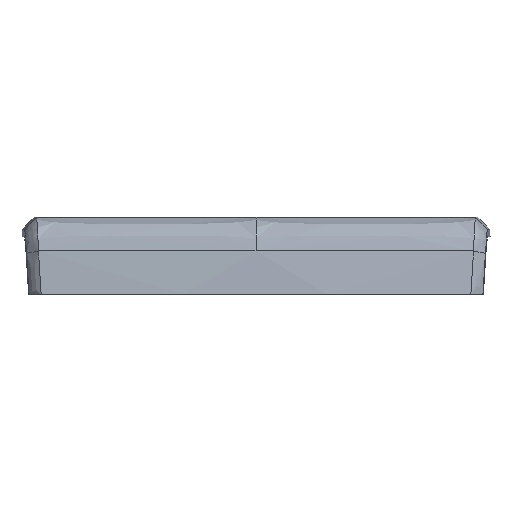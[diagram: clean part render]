
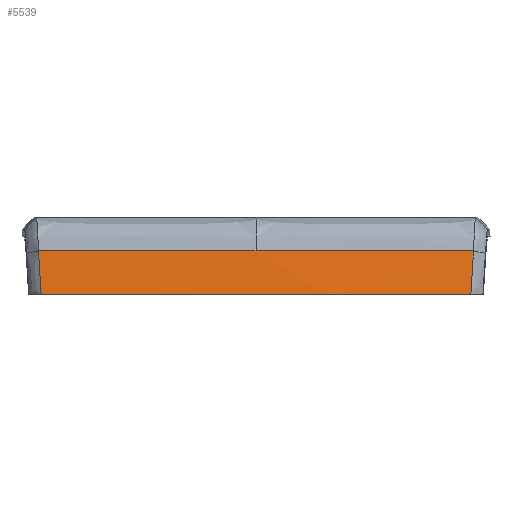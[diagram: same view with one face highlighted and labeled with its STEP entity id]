
A CAD part, front view. The second image highlights one B-rep face of the part: STEP entity #5539.
In plain terms, the highlighted free-form (B-spline) face has degree [1, 2] with [2, 9] control points.
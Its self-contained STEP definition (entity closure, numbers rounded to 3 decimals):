
#645=CARTESIAN_POINT('',(-33.092,-69.759,11.9));
#646=VERTEX_POINT('',#645);
#660=CARTESIAN_POINT('',(33.092,-69.759,11.9));
#661=VERTEX_POINT('',#660);
#662=CARTESIAN_POINT('',(0.,529.328,11.9));
#663=DIRECTION('',(0.0,0.0,-1.0));
#664=DIRECTION('',(-1.0,0.0,0.0));
#665=AXIS2_PLACEMENT_3D('',#662,#663,#664);
#666=CIRCLE('',#665,600.0);
#667=EDGE_CURVE('',#661,#646,#666,.T.);
#3844=CARTESIAN_POINT('',(-33.505,-68.79,5.166));
#3845=VERTEX_POINT('',#3844);
#4048=CARTESIAN_POINT('',(33.505,-68.79,5.166));
#4049=VERTEX_POINT('',#4048);
#4829=CARTESIAN_POINT('',(0.,-69.726,5.165));
#4830=VERTEX_POINT('',#4829);
#4831=CARTESIAN_POINT('',(0.,-69.726,5.165));
#4832=CARTESIAN_POINT('',(11.174,-69.726,5.165));
#4833=CARTESIAN_POINT('',(22.349,-69.414,5.165));
#4834=CARTESIAN_POINT('',(33.505,-68.79,5.166));
#4835=B_SPLINE_CURVE_WITH_KNOTS('',3,(#4831,#4832,#4833,#4834),.UNSPECIFIED.,.F.,.U.,(4,4),(-4.354,-1.035),.UNSPECIFIED.);
#4836=EDGE_CURVE('',#4830,#4049,#4835,.T.);
#4877=CARTESIAN_POINT('',(0.,-69.726,5.165));
#4878=CARTESIAN_POINT('',(-11.174,-69.726,5.165));
#4879=CARTESIAN_POINT('',(-22.349,-69.414,5.165));
#4880=CARTESIAN_POINT('',(-33.505,-68.79,5.166));
#4881=B_SPLINE_CURVE_WITH_KNOTS('',3,(#4877,#4878,#4879,#4880),.UNSPECIFIED.,.F.,.U.,(4,4),(-4.354,-1.035),.UNSPECIFIED.);
#4882=EDGE_CURVE('',#4830,#3845,#4881,.T.);
#5422=CARTESIAN_POINT('',(33.505,-68.79,5.166));
#5423=CARTESIAN_POINT('',(33.495,-68.813,5.329));
#5424=CARTESIAN_POINT('',(33.485,-68.837,5.491));
#5425=CARTESIAN_POINT('',(33.475,-68.86,5.653));
#5426=CARTESIAN_POINT('',(33.463,-68.889,5.855));
#5427=CARTESIAN_POINT('',(33.451,-68.918,6.056));
#5428=CARTESIAN_POINT('',(33.438,-68.947,6.257));
#5429=CARTESIAN_POINT('',(33.426,-68.976,6.459));
#5430=CARTESIAN_POINT('',(33.414,-69.005,6.66));
#5431=CARTESIAN_POINT('',(33.401,-69.034,6.862));
#5432=CARTESIAN_POINT('',(33.389,-69.063,7.063));
#5433=CARTESIAN_POINT('',(33.377,-69.092,7.264));
#5434=CARTESIAN_POINT('',(33.364,-69.121,7.466));
#5435=CARTESIAN_POINT('',(33.352,-69.15,7.667));
#5436=CARTESIAN_POINT('',(33.34,-69.179,7.868));
#5437=CARTESIAN_POINT('',(33.327,-69.208,8.07));
#5438=CARTESIAN_POINT('',(33.315,-69.237,8.271));
#5439=CARTESIAN_POINT('',(33.303,-69.266,8.472));
#5440=CARTESIAN_POINT('',(33.29,-69.295,8.673));
#5441=CARTESIAN_POINT('',(33.278,-69.324,8.874));
#5442=CARTESIAN_POINT('',(33.266,-69.353,9.075));
#5443=CARTESIAN_POINT('',(33.253,-69.381,9.276));
#5444=CARTESIAN_POINT('',(33.241,-69.41,9.477));
#5445=CARTESIAN_POINT('',(33.229,-69.439,9.677));
#5446=CARTESIAN_POINT('',(33.216,-69.468,9.878));
#5447=CARTESIAN_POINT('',(33.204,-69.497,10.078));
#5448=CARTESIAN_POINT('',(33.192,-69.526,10.279));
#5449=CARTESIAN_POINT('',(33.179,-69.555,10.479));
#5450=CARTESIAN_POINT('',(33.167,-69.583,10.679));
#5451=CARTESIAN_POINT('',(33.155,-69.612,10.879));
#5452=CARTESIAN_POINT('',(33.142,-69.641,11.079));
#5453=CARTESIAN_POINT('',(33.13,-69.67,11.279));
#5454=CARTESIAN_POINT('',(33.118,-69.699,11.479));
#5455=CARTESIAN_POINT('',(33.106,-69.727,11.678));
#5456=CARTESIAN_POINT('',(33.101,-69.738,11.752));
#5457=CARTESIAN_POINT('',(33.097,-69.749,11.826));
#5458=CARTESIAN_POINT('',(33.092,-69.759,11.9));
#5459=B_SPLINE_CURVE_WITH_KNOTS('',3,(#5422,#5423,#5424,#5425,#5426,#5427,#5428,#5429,#5430,#5431,#5432,#5433,#5434,#5435,#5436,#5437,#5438,#5439,#5440,#5441,#5442,#5443,#5444,#5445,#5446,#5447,#5448,#5449,#5450,#5451,#5452,#5453,#5454,#5455,#5456,#5457,#5458),.UNSPECIFIED.,.F.,.U.,(4,3,3,3,3,3,3,3,3,3,3,3,4),(-5.505,-5.456,-5.394,-5.333,-5.272,-5.211,-5.15,-5.089,-5.028,-4.967,-4.906,-4.846,-4.823),.UNSPECIFIED.);
#5460=EDGE_CURVE('',#4049,#661,#5459,.T.);
#5467=CARTESIAN_POINT('',(600.0,517.705,94.596));
#5468=CARTESIAN_POINT('',(600.0,518.674,87.707));
#5469=CARTESIAN_POINT('',(600.,1106.084,177.288));
#5470=CARTESIAN_POINT('',(600.,1107.052,170.398));
#5471=CARTESIAN_POINT('',(0.,1106.084,177.288));
#5472=CARTESIAN_POINT('',(0.,1107.052,170.398));
#5473=CARTESIAN_POINT('',(-600.0,1106.084,177.288));
#5474=CARTESIAN_POINT('',(-600.0,1107.052,170.398));
#5475=CARTESIAN_POINT('',(-600.0,517.705,94.596));
#5476=CARTESIAN_POINT('',(-600.0,518.674,87.707));
#5477=CARTESIAN_POINT('',(-600.,-70.673,11.905));
#5478=CARTESIAN_POINT('',(-600.,-69.705,5.015));
#5479=CARTESIAN_POINT('',(0.,-70.673,11.905));
#5480=CARTESIAN_POINT('',(0.,-69.705,5.015));
#5481=CARTESIAN_POINT('',(600.0,-70.673,11.905));
#5482=CARTESIAN_POINT('',(600.0,-69.705,5.015));
#5483=CARTESIAN_POINT('',(600.0,517.705,94.596));
#5484=CARTESIAN_POINT('',(600.0,518.674,87.707));
#5492=(BOUNDED_SURFACE()B_SPLINE_SURFACE(1,2,((#5467,#5469,#5471,#5473,#5475,#5477,#5479,#5481,#5483),(#5468,#5470,#5472,#5474,#5476,#5478,#5480,#5482,#5484)),.UNSPECIFIED.,.F.,.T.,.U.)B_SPLINE_SURFACE_WITH_KNOTS((2,2),(3,2,2,2,3),(-0.159,-0.148),(0.0,942.478,1884.956,2827.433,3769.911),.UNSPECIFIED.)GEOMETRIC_REPRESENTATION_ITEM()RATIONAL_B_SPLINE_SURFACE(((1.0,0.707,1.0,0.707,1.0,0.707,1.0,0.707,1.0),(1.0,0.707,1.0,0.707,1.0,0.707,1.0,0.707,1.0)))REPRESENTATION_ITEM('')SURFACE());
#5493=ORIENTED_EDGE('',*,*,#667,.T.);
#5494=CARTESIAN_POINT('',(-33.505,-68.79,5.166));
#5495=CARTESIAN_POINT('',(-33.495,-68.813,5.329));
#5496=CARTESIAN_POINT('',(-33.485,-68.837,5.491));
#5497=CARTESIAN_POINT('',(-33.475,-68.86,5.653));
#5498=CARTESIAN_POINT('',(-33.463,-68.889,5.855));
#5499=CARTESIAN_POINT('',(-33.451,-68.918,6.056));
#5500=CARTESIAN_POINT('',(-33.438,-68.947,6.257));
#5501=CARTESIAN_POINT('',(-33.426,-68.976,6.459));
#5502=CARTESIAN_POINT('',(-33.414,-69.005,6.66));
#5503=CARTESIAN_POINT('',(-33.401,-69.034,6.862));
#5504=CARTESIAN_POINT('',(-33.389,-69.063,7.063));
#5505=CARTESIAN_POINT('',(-33.377,-69.092,7.264));
#5506=CARTESIAN_POINT('',(-33.364,-69.121,7.466));
#5507=CARTESIAN_POINT('',(-33.352,-69.15,7.667));
#5508=CARTESIAN_POINT('',(-33.34,-69.179,7.868));
#5509=CARTESIAN_POINT('',(-33.327,-69.208,8.07));
#5510=CARTESIAN_POINT('',(-33.315,-69.237,8.271));
#5511=CARTESIAN_POINT('',(-33.303,-69.266,8.472));
#5512=CARTESIAN_POINT('',(-33.29,-69.295,8.673));
#5513=CARTESIAN_POINT('',(-33.278,-69.324,8.874));
#5514=CARTESIAN_POINT('',(-33.266,-69.353,9.075));
#5515=CARTESIAN_POINT('',(-33.253,-69.381,9.276));
#5516=CARTESIAN_POINT('',(-33.241,-69.41,9.477));
#5517=CARTESIAN_POINT('',(-33.229,-69.439,9.677));
#5518=CARTESIAN_POINT('',(-33.216,-69.468,9.878));
#5519=CARTESIAN_POINT('',(-33.204,-69.497,10.078));
#5520=CARTESIAN_POINT('',(-33.192,-69.526,10.279));
#5521=CARTESIAN_POINT('',(-33.179,-69.555,10.479));
#5522=CARTESIAN_POINT('',(-33.167,-69.583,10.679));
#5523=CARTESIAN_POINT('',(-33.155,-69.612,10.879));
#5524=CARTESIAN_POINT('',(-33.142,-69.641,11.079));
#5525=CARTESIAN_POINT('',(-33.13,-69.67,11.279));
#5526=CARTESIAN_POINT('',(-33.118,-69.699,11.479));
#5527=CARTESIAN_POINT('',(-33.106,-69.727,11.678));
#5528=CARTESIAN_POINT('',(-33.101,-69.738,11.752));
#5529=CARTESIAN_POINT('',(-33.097,-69.749,11.826));
#5530=CARTESIAN_POINT('',(-33.092,-69.759,11.9));
#5531=B_SPLINE_CURVE_WITH_KNOTS('',3,(#5494,#5495,#5496,#5497,#5498,#5499,#5500,#5501,#5502,#5503,#5504,#5505,#5506,#5507,#5508,#5509,#5510,#5511,#5512,#5513,#5514,#5515,#5516,#5517,#5518,#5519,#5520,#5521,#5522,#5523,#5524,#5525,#5526,#5527,#5528,#5529,#5530),.UNSPECIFIED.,.F.,.U.,(4,3,3,3,3,3,3,3,3,3,3,3,4),(-5.505,-5.456,-5.394,-5.333,-5.272,-5.211,-5.15,-5.089,-5.028,-4.967,-4.906,-4.846,-4.823),.UNSPECIFIED.);
#5532=EDGE_CURVE('',#3845,#646,#5531,.T.);
#5533=ORIENTED_EDGE('',*,*,#5532,.F.);
#5534=ORIENTED_EDGE('',*,*,#4882,.F.);
#5535=ORIENTED_EDGE('',*,*,#4836,.T.);
#5536=ORIENTED_EDGE('',*,*,#5460,.T.);
#5537=EDGE_LOOP('',(#5493,#5533,#5534,#5535,#5536));
#5538=FACE_OUTER_BOUND('',#5537,.T.);
#5539=ADVANCED_FACE('',(#5538),#5492,.T.);
